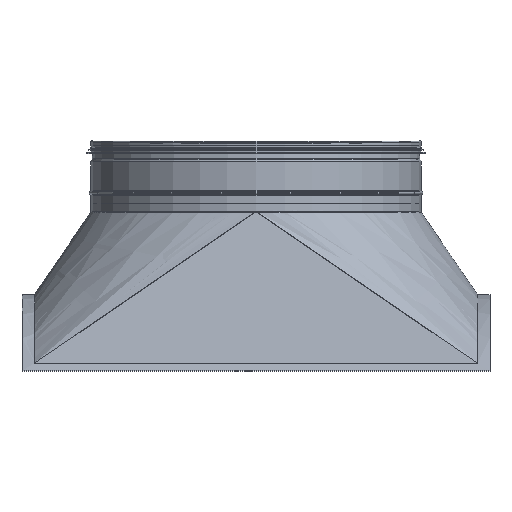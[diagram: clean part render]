
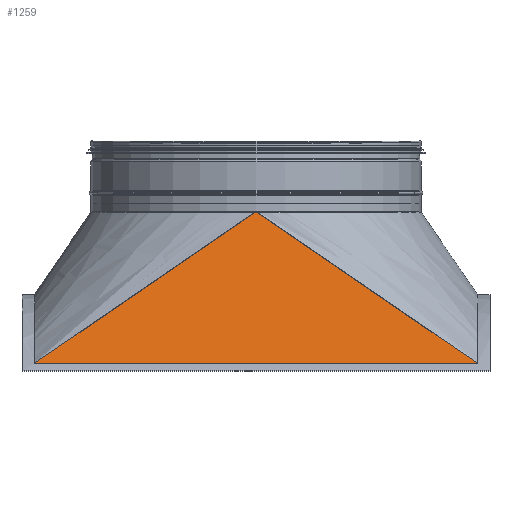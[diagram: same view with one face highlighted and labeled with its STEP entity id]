
A CAD part, front view. The second image highlights one B-rep face of the part: STEP entity #1259.
In plain terms, the highlighted planar face has unit normal (0, -0.972, 0.237).
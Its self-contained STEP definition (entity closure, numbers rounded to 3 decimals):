
#644=CARTESIAN_POINT('',(0.0,-198.9,500.0));
#645=VERTEX_POINT('',#644);
#1137=CARTESIAN_POINT('',(-267.5,-243.5,317.124));
#1138=VERTEX_POINT('',#1137);
#1174=CARTESIAN_POINT('',(267.5,-243.5,317.124));
#1175=VERTEX_POINT('',#1174);
#1183=CARTESIAN_POINT('',(-267.5,-243.5,317.124));
#1184=DIRECTION('',(1.0,0.0,0.0));
#1185=VECTOR('',#1184,535.);
#1186=LINE('',#1183,#1185);
#1187=EDGE_CURVE('',#1138,#1175,#1186,.T.);
#1239=CARTESIAN_POINT('',(0.,-231.233,367.425));
#1240=DIRECTION('',(0.,0.972,-0.237));
#1241=DIRECTION('',(0.0,0.237,0.972));
#1242=AXIS2_PLACEMENT_3D('',#1239,#1240,#1241);
#1243=PLANE('',#1242);
#1244=ORIENTED_EDGE('',*,*,#1187,.T.);
#1245=CARTESIAN_POINT('',(0.0,-198.9,500.0));
#1246=DIRECTION('',(0.818,-0.136,-0.559));
#1247=VECTOR('',#1246,327.092);
#1248=LINE('',#1245,#1247);
#1249=EDGE_CURVE('',#645,#1175,#1248,.T.);
#1250=ORIENTED_EDGE('',*,*,#1249,.F.);
#1251=CARTESIAN_POINT('',(0.0,-198.9,500.0));
#1252=DIRECTION('',(-0.818,-0.136,-0.559));
#1253=VECTOR('',#1252,327.092);
#1254=LINE('',#1251,#1253);
#1255=EDGE_CURVE('',#645,#1138,#1254,.T.);
#1256=ORIENTED_EDGE('',*,*,#1255,.T.);
#1257=EDGE_LOOP('',(#1244,#1250,#1256));
#1258=FACE_OUTER_BOUND('',#1257,.T.);
#1259=ADVANCED_FACE('',(#1258),#1243,.F.);
